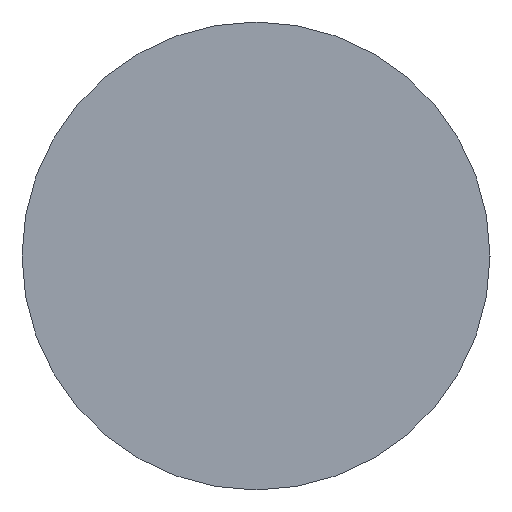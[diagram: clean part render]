
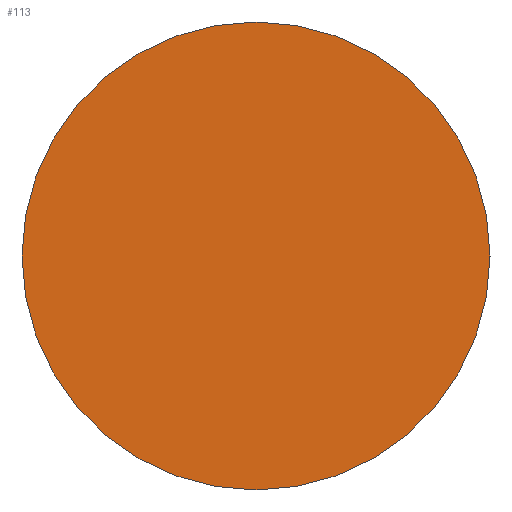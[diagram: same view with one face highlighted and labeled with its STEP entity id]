
A CAD part, left-side view. The second image highlights one B-rep face of the part: STEP entity #113.
In plain terms, the highlighted planar face has unit normal (-1, 0, 0).
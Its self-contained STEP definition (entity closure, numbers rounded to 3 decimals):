
#10 = AXIS2_PLACEMENT_3D ( 'NONE', #52, #25, #103 ) ;
#13 = CARTESIAN_POINT ( 'NONE',  ( 21., 186.46, 19.6 ) ) ;
#19 = ORIENTED_EDGE ( 'NONE', *, *, #71, .F. ) ;
#25 = DIRECTION ( 'NONE',  ( 1., 0., 0. ) ) ;
#27 = DIRECTION ( 'NONE',  ( 0., 0., 1. ) ) ;
#44 = AXIS2_PLACEMENT_3D ( 'NONE', #145, #68, #27 ) ;
#52 = CARTESIAN_POINT ( 'NONE',  ( 21., 186.46, 22. ) ) ;
#59 = EDGE_CURVE ( 'NONE', #102, #151, #84, .T. ) ;
#60 = CIRCLE ( 'NONE', #44, 2.4 ) ;
#68 = DIRECTION ( 'NONE',  ( 1., 0., 0. ) ) ;
#69 = DIRECTION ( 'NONE',  ( -1., 0., 0. ) ) ;
#71 = EDGE_CURVE ( 'NONE', #151, #102, #60, .T. ) ;
#84 = CIRCLE ( 'NONE', #10, 2.4 ) ;
#90 = EDGE_LOOP ( 'NONE', ( #19, #155 ) ) ;
#102 = VERTEX_POINT ( 'NONE', #13 ) ;
#103 = DIRECTION ( 'NONE',  ( 0., 0., 1. ) ) ;
#113 = ADVANCED_FACE ( 'NONE', ( #160 ), #117, .T. ) ;
#117 = PLANE ( 'NONE',  #149 ) ;
#119 = DIRECTION ( 'NONE',  ( 0., 0., 1. ) ) ;
#145 = CARTESIAN_POINT ( 'NONE',  ( 21., 186.46, 22. ) ) ;
#146 = CARTESIAN_POINT ( 'NONE',  ( 21., 186.46, 24.4 ) ) ;
#149 = AXIS2_PLACEMENT_3D ( 'NONE', #172, #69, #119 ) ;
#151 = VERTEX_POINT ( 'NONE', #146 ) ;
#155 = ORIENTED_EDGE ( 'NONE', *, *, #59, .F. ) ;
#160 = FACE_OUTER_BOUND ( 'NONE', #90, .T. ) ;
#172 = CARTESIAN_POINT ( 'NONE',  ( 21., 186.46, 22. ) ) ;
